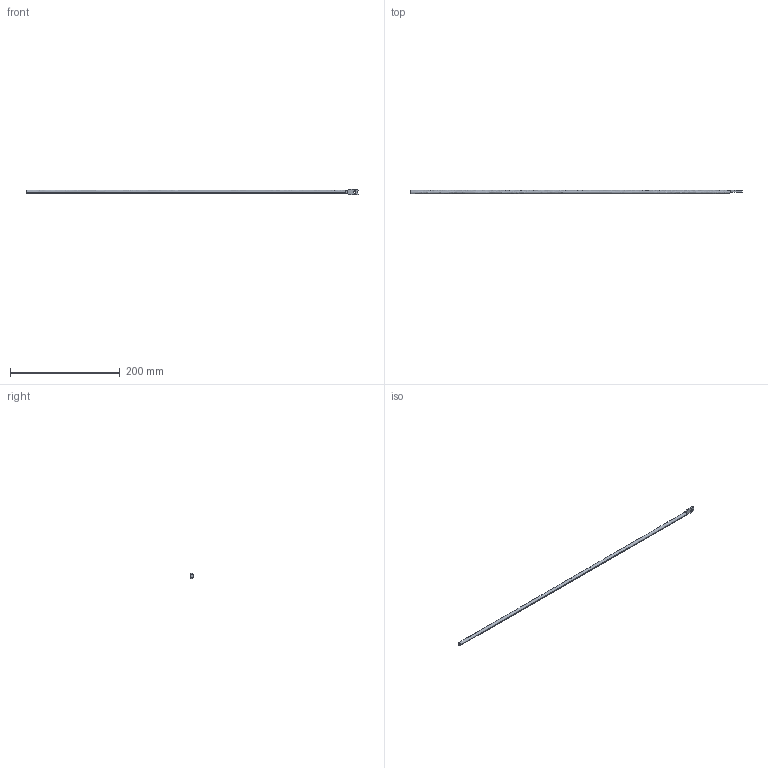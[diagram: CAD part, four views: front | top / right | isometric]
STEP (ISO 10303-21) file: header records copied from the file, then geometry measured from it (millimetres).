
FILE_DESCRIPTION((''),'2;1');
FILE_NAME('','2005-10-12T14:29:26',(''),(''),'','CADfix','');
FILE_SCHEMA(('AUTOMOTIVE_DESIGN'));
Length unit declared in the file: millimetre
Products named in the file (1): rod
Bounding box: 606 x 6.23 x 9.5 mm (x, y, z)
Volume: 17068.5 mm3; surface area: 11593.4 mm2
Topology: 1 solids, 1 shells, 19 faces, 56 edges, 37 vertices
Faces by surface type: bspline 19
Entity records: 1215 total; most frequent: CARTESIAN_POINT 891, ORIENTED_EDGE 108, EDGE_CURVE 54, VERTEX_POINT 37, QUASI_UNIFORM_CURVE 21, EDGE_LOOP 21, FACE_OUTER_BOUND 19, ADVANCED_FACE 19
